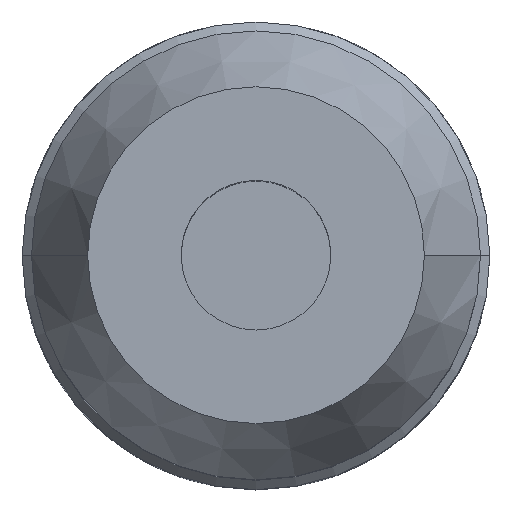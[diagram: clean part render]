
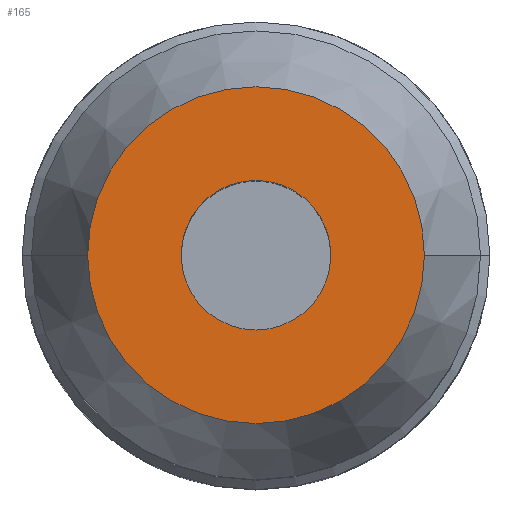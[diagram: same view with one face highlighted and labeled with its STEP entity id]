
A CAD part, top view. The second image highlights one B-rep face of the part: STEP entity #165.
In plain terms, the highlighted planar face has unit normal (0, 0, 1).
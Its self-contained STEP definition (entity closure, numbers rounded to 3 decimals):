
#25 = DIRECTION ( 'NONE',  ( -1., 0., 0. ) ) ;
#96 = ORIENTED_EDGE ( 'NONE', *, *, #2374, .T. ) ;
#165 = ADVANCED_FACE ( 'NONE', ( #998, #3009 ), #2372, .T. ) ;
#170 = AXIS2_PLACEMENT_3D ( 'NONE', #3786, #272, #946 ) ;
#272 = DIRECTION ( 'NONE',  ( 0., 0., -1. ) ) ;
#432 = CIRCLE ( 'NONE', #170, 8. ) ;
#674 = EDGE_LOOP ( 'NONE', ( #2370, #96 ) ) ;
#729 = DIRECTION ( 'NONE',  ( 0., 0., -1. ) ) ;
#739 = EDGE_LOOP ( 'NONE', ( #4210, #1183 ) ) ;
#946 = DIRECTION ( 'NONE',  ( -1., 0., 0. ) ) ;
#998 = FACE_BOUND ( 'NONE', #674, .T. ) ;
#1183 = ORIENTED_EDGE ( 'NONE', *, *, #2947, .F. ) ;
#1327 = DIRECTION ( 'NONE',  ( 0., 0., 1. ) ) ;
#1359 = AXIS2_PLACEMENT_3D ( 'NONE', #1764, #3539, #3949 ) ;
#1473 = CIRCLE ( 'NONE', #2334, 18. ) ;
#1478 = CARTESIAN_POINT ( 'NONE',  ( 8., 0., 60. ) ) ;
#1612 = VERTEX_POINT ( 'NONE', #3925 ) ;
#1750 = CARTESIAN_POINT ( 'NONE',  ( 0., 0., 60. ) ) ;
#1764 = CARTESIAN_POINT ( 'NONE',  ( 0., 0., 60. ) ) ;
#2027 = CARTESIAN_POINT ( 'NONE',  ( 0., 18., 60. ) ) ;
#2055 = DIRECTION ( 'NONE',  ( -1., 0., 0. ) ) ;
#2103 = CIRCLE ( 'NONE', #3035, 8. ) ;
#2140 = AXIS2_PLACEMENT_3D ( 'NONE', #2027, #1327, #3094 ) ;
#2216 = VERTEX_POINT ( 'NONE', #2901 ) ;
#2334 = AXIS2_PLACEMENT_3D ( 'NONE', #2512, #729, #25 ) ;
#2370 = ORIENTED_EDGE ( 'NONE', *, *, #2503, .T. ) ;
#2372 = PLANE ( 'NONE',  #2140 ) ;
#2374 = EDGE_CURVE ( 'NONE', #3078, #3114, #432, .T. ) ;
#2503 = EDGE_CURVE ( 'NONE', #3114, #3078, #2103, .T. ) ;
#2512 = CARTESIAN_POINT ( 'NONE',  ( 0., 0., 60. ) ) ;
#2771 = CIRCLE ( 'NONE', #1359, 18. ) ;
#2901 = CARTESIAN_POINT ( 'NONE',  ( 18., 0., 60. ) ) ;
#2925 = EDGE_CURVE ( 'NONE', #1612, #2216, #2771, .T. ) ;
#2947 = EDGE_CURVE ( 'NONE', #2216, #1612, #1473, .T. ) ;
#3009 = FACE_OUTER_BOUND ( 'NONE', #739, .T. ) ;
#3035 = AXIS2_PLACEMENT_3D ( 'NONE', #1750, #3157, #2055 ) ;
#3067 = CARTESIAN_POINT ( 'NONE',  ( -8., 0., 60. ) ) ;
#3078 = VERTEX_POINT ( 'NONE', #1478 ) ;
#3094 = DIRECTION ( 'NONE',  ( 1., 0., 0. ) ) ;
#3114 = VERTEX_POINT ( 'NONE', #3067 ) ;
#3157 = DIRECTION ( 'NONE',  ( 0., 0., -1. ) ) ;
#3539 = DIRECTION ( 'NONE',  ( 0., 0., -1. ) ) ;
#3786 = CARTESIAN_POINT ( 'NONE',  ( 0., 0., 60. ) ) ;
#3925 = CARTESIAN_POINT ( 'NONE',  ( -18., 0., 60. ) ) ;
#3949 = DIRECTION ( 'NONE',  ( -1., 0., 0. ) ) ;
#4210 = ORIENTED_EDGE ( 'NONE', *, *, #2925, .F. ) ;
